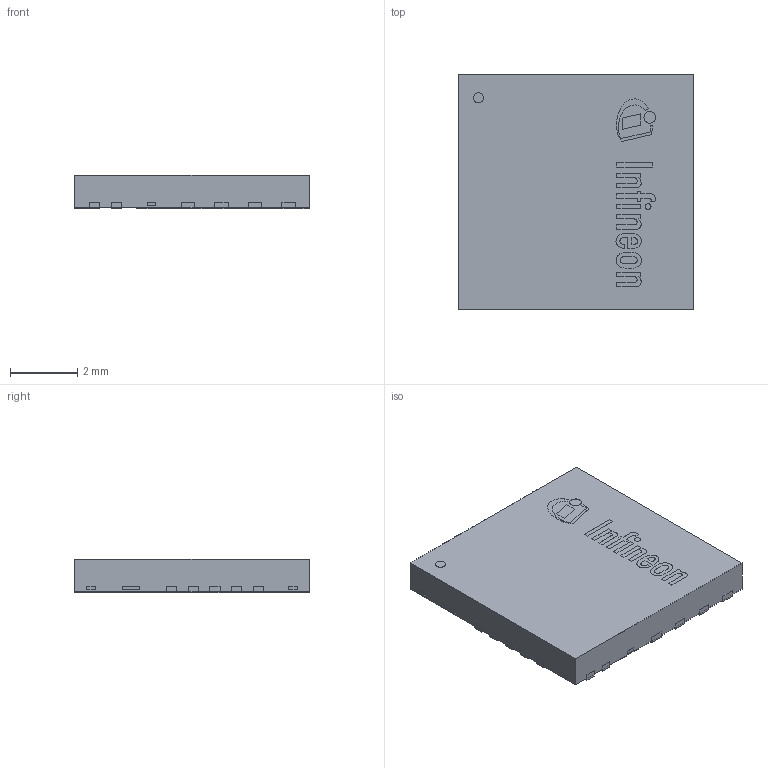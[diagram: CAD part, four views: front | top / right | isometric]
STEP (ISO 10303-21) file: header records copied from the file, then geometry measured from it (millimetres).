
FILE_DESCRIPTION(/* description */ (''),/* implementation_level */ '2;1');
FILE_NAME(/* name */ 'PG-VQFN-21-1_Z8B00237267_V02_3D.stp',/* time_stamp */ '2022-11-02T18:25:07+06:00',/* author */ ('janartha'),/* organization */ (''),/* preprocessor_version */ 'ST-DEVELOPER v16.13',/* originating_system */ 'AutoCAD Mechanical',/* authorisation */ '');
FILE_SCHEMA (('AUTOMOTIVE_DESIGN { 1 0 10303 214 3 1 1 }'));
Length unit declared in the file: millimetre
Products named in the file (1): Product
Bounding box: 7 x 7 x 1 mm (x, y, z)
Surface area: 177.9 mm2
Topology: 33 solids, 33 shells, 326 faces, 777 edges, 518 vertices
Faces by surface type: plane 254, cylinder 54, bspline 18
Full cylindrical faces by diameter (mm): 0.174 x1, 0.3 x2, 0.348 x1
Entity records: 9521 total; most frequent: CARTESIAN_POINT 1992, ORIENTED_EDGE 1546, DIRECTION 1463, EDGE_CURVE 773, LINE 629, VECTOR 629, VERTEX_POINT 518, AXIS2_PLACEMENT_3D 417
